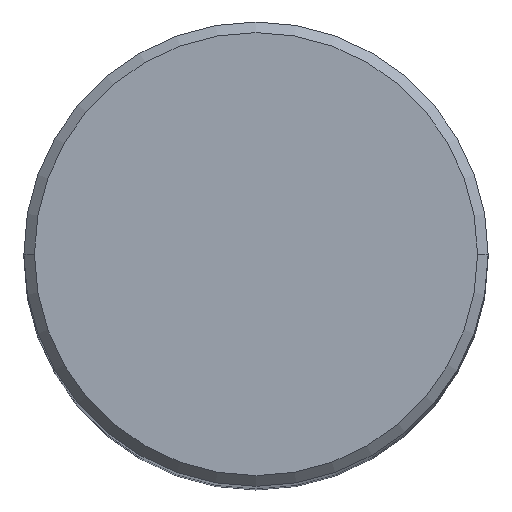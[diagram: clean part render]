
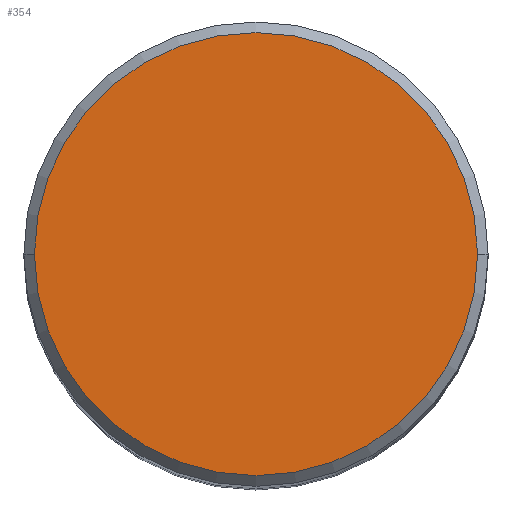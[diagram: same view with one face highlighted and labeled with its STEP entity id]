
A CAD part, top view. The second image highlights one B-rep face of the part: STEP entity #354.
In plain terms, the highlighted planar face has unit normal (0, 0, 1).
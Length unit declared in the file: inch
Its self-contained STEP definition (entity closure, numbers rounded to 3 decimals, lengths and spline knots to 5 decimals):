
#3 = ORIENTED_EDGE ( 'NONE', *, *, #185, .T. ) ;
#5 = EDGE_LOOP ( 'NONE', ( #341, #3 ) ) ;
#15 = CARTESIAN_POINT ( 'NONE',  ( -0.4175, 0., 0. ) ) ;
#21 = PLANE ( 'NONE',  #112 ) ;
#46 = DIRECTION ( 'NONE',  ( 0., 0., 1. ) ) ;
#48 = AXIS2_PLACEMENT_3D ( 'NONE', #279, #46, #159 ) ;
#75 = FACE_OUTER_BOUND ( 'NONE', #5, .T. ) ;
#99 = DIRECTION ( 'NONE',  ( 0., 0., 1. ) ) ;
#112 = AXIS2_PLACEMENT_3D ( 'NONE', #336, #132, #302 ) ;
#116 = VERTEX_POINT ( 'NONE', #15 ) ;
#130 = EDGE_CURVE ( 'NONE', #116, #343, #355, .T. ) ;
#132 = DIRECTION ( 'NONE',  ( 0., 0., -1. ) ) ;
#159 = DIRECTION ( 'NONE',  ( 1., 0., 0. ) ) ;
#185 = EDGE_CURVE ( 'NONE', #343, #116, #350, .T. ) ;
#195 = AXIS2_PLACEMENT_3D ( 'NONE', #240, #99, #216 ) ;
#216 = DIRECTION ( 'NONE',  ( 1., 0., 0. ) ) ;
#223 = CARTESIAN_POINT ( 'NONE',  ( 0.4175, 0., 0. ) ) ;
#240 = CARTESIAN_POINT ( 'NONE',  ( 0., 0., 0. ) ) ;
#279 = CARTESIAN_POINT ( 'NONE',  ( 0., 0., 0. ) ) ;
#302 = DIRECTION ( 'NONE',  ( -1., 0., 0. ) ) ;
#336 = CARTESIAN_POINT ( 'NONE',  ( 0., 0.4175, 0. ) ) ;
#341 = ORIENTED_EDGE ( 'NONE', *, *, #130, .T. ) ;
#343 = VERTEX_POINT ( 'NONE', #223 ) ;
#350 = CIRCLE ( 'NONE', #48, 0.4175 ) ;
#354 = ADVANCED_FACE ( 'NONE', ( #75 ), #21, .F. ) ;
#355 = CIRCLE ( 'NONE', #195, 0.4175 ) ;
